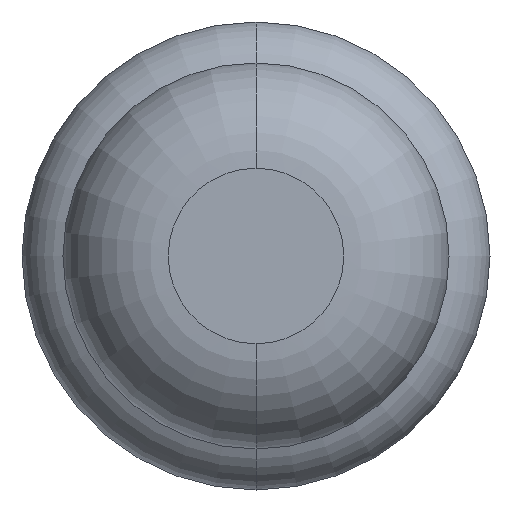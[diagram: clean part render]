
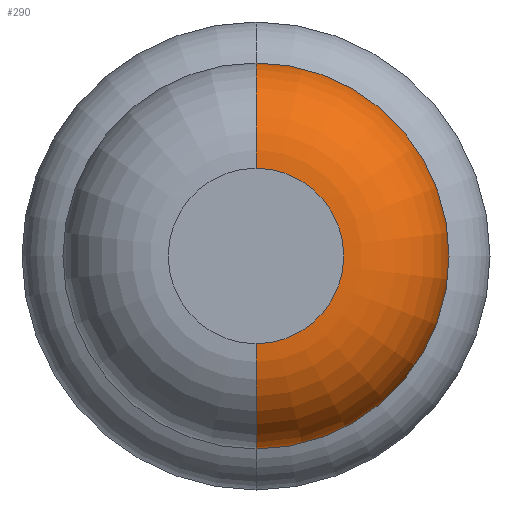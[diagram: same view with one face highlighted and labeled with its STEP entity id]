
A CAD part, front view. The second image highlights one B-rep face of the part: STEP entity #290.
In plain terms, the highlighted toroidal (fillet/blend) face has major radius 0.375 mm and minor radius 0.45 mm.
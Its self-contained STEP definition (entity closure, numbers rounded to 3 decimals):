
#28 = VERTEX_POINT ( 'NONE', #1036 ) ;
#236 = ORIENTED_EDGE ( 'NONE', *, *, #3489, .T. ) ;
#272 = CARTESIAN_POINT ( 'NONE',  ( 0., -26., 0. ) ) ;
#276 = EDGE_CURVE ( 'Defeature ausgef�hrt5_8+Defeature ausgef�hrt5_7+Defeature ausgef�hrt5_7+Defeature ausgef�hrt5_7', #1024, #2641, #2836, .T. ) ;
#290 = ADVANCED_FACE ( 'Defeature ausgef�hrt5_7', ( #2261 ), #1490, .T. ) ;
#386 = DIRECTION ( 'NONE',  ( 0., 0., 1. ) ) ;
#411 = ORIENTED_EDGE ( 'NONE', *, *, #607, .F. ) ;
#441 = AXIS2_PLACEMENT_3D ( 'NONE', #806, #2819, #1397 ) ;
#607 = EDGE_CURVE ( 'NONE', #28, #1024, #2220, .T. ) ;
#662 = DIRECTION ( 'NONE',  ( 0., 1., 0. ) ) ;
#806 = CARTESIAN_POINT ( 'NONE',  ( 0., -25.55, 0.375 ) ) ;
#897 = EDGE_LOOP ( 'NONE', ( #236, #1413, #2612, #411 ) ) ;
#1021 = CARTESIAN_POINT ( 'NONE',  ( 0., -25.55, -0.825 ) ) ;
#1024 = VERTEX_POINT ( 'NONE', #2163 ) ;
#1036 = CARTESIAN_POINT ( 'NONE',  ( 0., -26., 0.375 ) ) ;
#1126 = AXIS2_PLACEMENT_3D ( 'NONE', #1219, #2412, #386 ) ;
#1175 = AXIS2_PLACEMENT_3D ( 'NONE', #272, #1700, #3703 ) ;
#1219 = CARTESIAN_POINT ( 'NONE',  ( 0., -25.55, 0. ) ) ;
#1397 = DIRECTION ( 'NONE',  ( 0., 0., 1. ) ) ;
#1413 = ORIENTED_EDGE ( 'NONE', *, *, #1885, .T. ) ;
#1490 = TOROIDAL_SURFACE ( 'NONE', #1126, 0.375, 0.45 ) ;
#1700 = DIRECTION ( 'NONE',  ( 0., 1., 0. ) ) ;
#1885 = EDGE_CURVE ( 'NONE', #3539, #2641, #2165, .T. ) ;
#2106 = CARTESIAN_POINT ( 'NONE',  ( 0., -25.55, -0.375 ) ) ;
#2163 = CARTESIAN_POINT ( 'NONE',  ( 0., -25.55, 0.825 ) ) ;
#2165 = CIRCLE ( 'NONE', #2973, 0.45 ) ;
#2220 = CIRCLE ( 'NONE', #441, 0.45 ) ;
#2261 = FACE_OUTER_BOUND ( 'NONE', #897, .T. ) ;
#2382 = CIRCLE ( 'NONE', #1175, 0.375 ) ;
#2391 = DIRECTION ( 'NONE',  ( 1., 0., 0. ) ) ;
#2409 = AXIS2_PLACEMENT_3D ( 'NONE', #2974, #662, #3255 ) ;
#2412 = DIRECTION ( 'NONE',  ( 0., 1., 0. ) ) ;
#2612 = ORIENTED_EDGE ( 'NONE', *, *, #276, .F. ) ;
#2621 = CARTESIAN_POINT ( 'NONE',  ( 0., -26., -0.375 ) ) ;
#2641 = VERTEX_POINT ( 'NONE', #1021 ) ;
#2819 = DIRECTION ( 'NONE',  ( -1., 0., 0. ) ) ;
#2836 = CIRCLE ( 'NONE', #2409, 0.825 ) ;
#2875 = DIRECTION ( 'NONE',  ( 0., 0., -1. ) ) ;
#2973 = AXIS2_PLACEMENT_3D ( 'NONE', #2106, #2391, #2875 ) ;
#2974 = CARTESIAN_POINT ( 'NONE',  ( 0., -25.55, 0. ) ) ;
#3255 = DIRECTION ( 'NONE',  ( 0., 0., 1. ) ) ;
#3489 = EDGE_CURVE ( 'Defeature ausgef�hrt5_7+Defeature ausgef�hrt5_6+Defeature ausgef�hrt5_6+Defeature ausgef�hrt5_6', #28, #3539, #2382, .T. ) ;
#3539 = VERTEX_POINT ( 'NONE', #2621 ) ;
#3703 = DIRECTION ( 'NONE',  ( 0., 0., 1. ) ) ;
